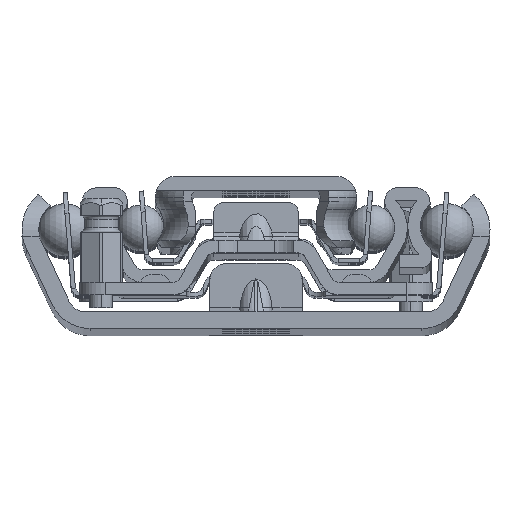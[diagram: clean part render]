
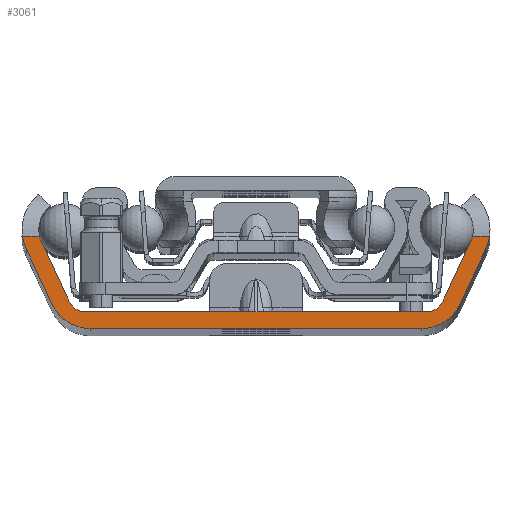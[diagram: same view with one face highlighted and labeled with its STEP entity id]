
A CAD part, top view. The second image highlights one B-rep face of the part: STEP entity #3061.
In plain terms, the highlighted planar face has unit normal (0, 0, 1).
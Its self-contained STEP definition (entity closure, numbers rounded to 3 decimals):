
#2=DIRECTION('',(1.,0.,0.));
#3=VECTOR('',#2,2.024);
#4=CARTESIAN_POINT('',(-27.841,11.,0.));
#5=LINE('',#4,#3);
#6=CARTESIAN_POINT('',(-22.41,11.8,0.));
#7=DIRECTION('',(0.,0.,-1.));
#8=DIRECTION('',(-0.906,-0.423,0.));
#9=AXIS2_PLACEMENT_3D('',#6,#7,#8);
#11=DIRECTION('',(-0.423,0.906,0.));
#12=VECTOR('',#11,7.907);
#13=CARTESIAN_POINT('',(-22.24,3.155,0.));
#14=LINE('',#13,#12);
#15=CARTESIAN_POINT('',(-20.428,4.,0.));
#16=DIRECTION('',(0.,0.,-1.));
#17=DIRECTION('',(0.,-1.,0.));
#18=AXIS2_PLACEMENT_3D('',#15,#16,#17);
#20=DIRECTION('',(-1.,0.,0.));
#21=VECTOR('',#20,40.856);
#22=CARTESIAN_POINT('',(20.428,2.,0.));
#23=LINE('',#22,#21);
#24=CARTESIAN_POINT('',(20.428,4.,0.));
#25=DIRECTION('',(0.,0.,-1.));
#26=DIRECTION('',(0.906,-0.423,0.));
#27=AXIS2_PLACEMENT_3D('',#24,#25,#26);
#29=DIRECTION('',(-0.423,-0.906,0.));
#30=VECTOR('',#29,7.907);
#31=CARTESIAN_POINT('',(25.582,10.321,0.));
#32=LINE('',#31,#30);
#33=CARTESIAN_POINT('',(22.41,11.8,0.));
#34=DIRECTION('',(0.,0.,-1.));
#35=DIRECTION('',(0.974,-0.229,0.));
#36=AXIS2_PLACEMENT_3D('',#33,#34,#35);
#38=DIRECTION('',(1.,0.,0.));
#39=VECTOR('',#38,2.024);
#40=CARTESIAN_POINT('',(25.817,11.,0.));
#41=LINE('',#40,#39);
#42=CARTESIAN_POINT('',(22.41,11.8,0.));
#43=DIRECTION('',(0.,0.,1.));
#44=DIRECTION('',(0.906,-0.423,0.));
#45=AXIS2_PLACEMENT_3D('',#42,#43,#44);
#47=DIRECTION('',(0.423,0.906,0.));
#48=VECTOR('',#47,7.274);
#49=CARTESIAN_POINT('',(24.311,2.887,0.));
#50=LINE('',#49,#48);
#51=CARTESIAN_POINT('',(19.78,5.,0.));
#52=DIRECTION('',(0.,0.,1.));
#53=DIRECTION('',(0.,-1.,0.));
#54=AXIS2_PLACEMENT_3D('',#51,#52,#53);
#56=DIRECTION('',(1.,0.,0.));
#57=VECTOR('',#56,39.56);
#58=CARTESIAN_POINT('',(-19.78,0.,0.));
#59=LINE('',#58,#57);
#60=CARTESIAN_POINT('',(-19.78,5.,0.));
#61=DIRECTION('',(0.,0.,1.));
#62=DIRECTION('',(-0.906,-0.423,0.));
#63=AXIS2_PLACEMENT_3D('',#60,#61,#62);
#65=DIRECTION('',(0.423,-0.906,0.));
#66=VECTOR('',#65,7.274);
#67=CARTESIAN_POINT('',(-27.386,9.48,0.));
#68=LINE('',#67,#66);
#69=CARTESIAN_POINT('',(-22.41,11.8,0.));
#70=DIRECTION('',(0.,0.,1.));
#71=DIRECTION('',(-0.989,-0.146,0.));
#72=AXIS2_PLACEMENT_3D('',#69,#70,#71);
#2598=CARTESIAN_POINT('',(-20.428,2.,0.));
#2599=CARTESIAN_POINT('',(-22.24,3.155,0.));
#2600=VERTEX_POINT('',#2598);
#2601=VERTEX_POINT('',#2599);
#2602=CARTESIAN_POINT('',(-25.582,10.321,0.));
#2603=VERTEX_POINT('',#2602);
#2604=CARTESIAN_POINT('',(-27.386,9.48,0.));
#2605=CARTESIAN_POINT('',(-24.311,2.887,0.));
#2606=VERTEX_POINT('',#2604);
#2607=VERTEX_POINT('',#2605);
#2608=CARTESIAN_POINT('',(-19.78,0.,0.));
#2609=VERTEX_POINT('',#2608);
#2610=CARTESIAN_POINT('',(19.78,0.,0.));
#2611=VERTEX_POINT('',#2610);
#2612=CARTESIAN_POINT('',(24.311,2.887,0.));
#2613=VERTEX_POINT('',#2612);
#2614=CARTESIAN_POINT('',(27.386,9.48,0.));
#2615=VERTEX_POINT('',#2614);
#2616=CARTESIAN_POINT('',(25.582,10.321,0.));
#2617=CARTESIAN_POINT('',(22.24,3.155,0.));
#2618=VERTEX_POINT('',#2616);
#2619=VERTEX_POINT('',#2617);
#2620=CARTESIAN_POINT('',(20.428,2.,0.));
#2621=VERTEX_POINT('',#2620);
#2778=CARTESIAN_POINT('',(-27.841,11.,0.));
#2779=CARTESIAN_POINT('',(-25.817,11.,0.));
#2780=VERTEX_POINT('',#2778);
#2781=VERTEX_POINT('',#2779);
#2782=CARTESIAN_POINT('',(25.817,11.,0.));
#2783=CARTESIAN_POINT('',(27.841,11.,0.));
#2784=VERTEX_POINT('',#2782);
#2785=VERTEX_POINT('',#2783);
#3022=CARTESIAN_POINT('',(0.,0.,0.));
#3023=DIRECTION('',(0.,0.,1.));
#3024=DIRECTION('',(1.,0.,0.));
#3025=AXIS2_PLACEMENT_3D('',#3022,#3023,#3024);
#3026=PLANE('',#3025);
#3028=ORIENTED_EDGE('',*,*,#3027,.T.);
#3030=ORIENTED_EDGE('',*,*,#3029,.F.);
#3032=ORIENTED_EDGE('',*,*,#3031,.F.);
#3034=ORIENTED_EDGE('',*,*,#3033,.F.);
#3036=ORIENTED_EDGE('',*,*,#3035,.F.);
#3038=ORIENTED_EDGE('',*,*,#3037,.F.);
#3040=ORIENTED_EDGE('',*,*,#3039,.F.);
#3042=ORIENTED_EDGE('',*,*,#3041,.F.);
#3044=ORIENTED_EDGE('',*,*,#3043,.T.);
#3046=ORIENTED_EDGE('',*,*,#3045,.F.);
#3048=ORIENTED_EDGE('',*,*,#3047,.F.);
#3050=ORIENTED_EDGE('',*,*,#3049,.F.);
#3052=ORIENTED_EDGE('',*,*,#3051,.F.);
#3054=ORIENTED_EDGE('',*,*,#3053,.F.);
#3056=ORIENTED_EDGE('',*,*,#3055,.F.);
#3058=ORIENTED_EDGE('',*,*,#3057,.F.);
#3059=EDGE_LOOP('',(#3028,#3030,#3032,#3034,#3036,#3038,#3040,#3042,#3044,#3046,
#3048,#3050,#3052,#3054,#3056,#3058));
#3060=FACE_OUTER_BOUND('',#3059,.F.);
#3061=ADVANCED_FACE('',(#3060),#3026,.T.);
#10=CIRCLE('',#9,3.5);
#19=CIRCLE('',#18,2.);
#28=CIRCLE('',#27,2.);
#37=CIRCLE('',#36,3.5);
#46=CIRCLE('',#45,5.49);
#55=CIRCLE('',#54,5.);
#64=CIRCLE('',#63,5.);
#73=CIRCLE('',#72,5.49);
#3027=EDGE_CURVE('',#2780,#2781,#5,.T.);
#3029=EDGE_CURVE('',#2603,#2781,#10,.T.);
#3031=EDGE_CURVE('',#2601,#2603,#14,.T.);
#3033=EDGE_CURVE('',#2600,#2601,#19,.T.);
#3035=EDGE_CURVE('',#2621,#2600,#23,.T.);
#3037=EDGE_CURVE('',#2619,#2621,#28,.T.);
#3039=EDGE_CURVE('',#2618,#2619,#32,.T.);
#3041=EDGE_CURVE('',#2784,#2618,#37,.T.);
#3043=EDGE_CURVE('',#2784,#2785,#41,.T.);
#3045=EDGE_CURVE('',#2615,#2785,#46,.T.);
#3047=EDGE_CURVE('',#2613,#2615,#50,.T.);
#3049=EDGE_CURVE('',#2611,#2613,#55,.T.);
#3051=EDGE_CURVE('',#2609,#2611,#59,.T.);
#3053=EDGE_CURVE('',#2607,#2609,#64,.T.);
#3055=EDGE_CURVE('',#2606,#2607,#68,.T.);
#3057=EDGE_CURVE('',#2780,#2606,#73,.T.);
